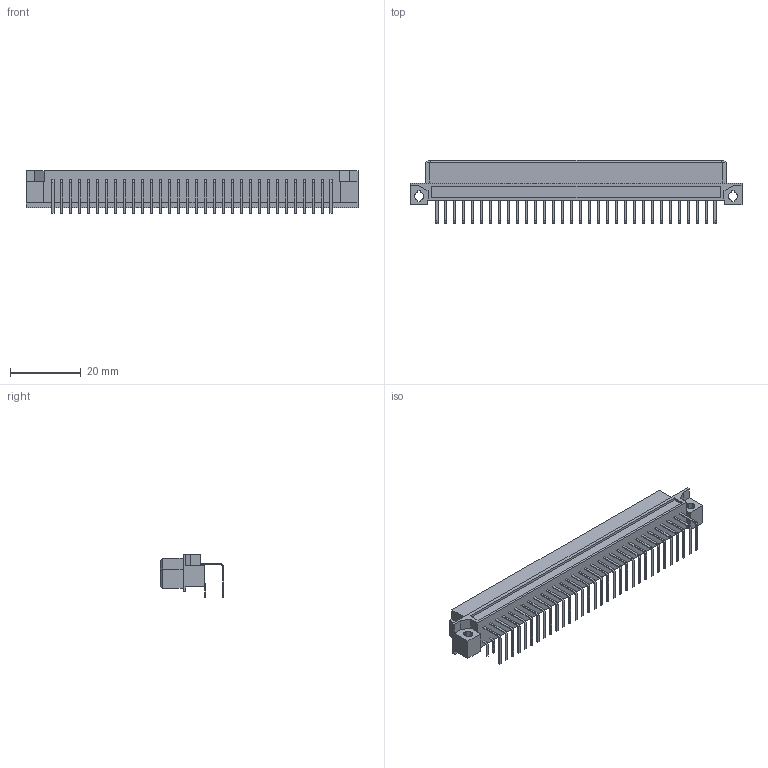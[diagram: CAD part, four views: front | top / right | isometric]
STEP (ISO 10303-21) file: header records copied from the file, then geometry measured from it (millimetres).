
FILE_DESCRIPTION((''),'2;1');
FILE_NAME('BN','2011-08-25T',('mjacob'),('FCI - CDC Division'),'PRO/ENGINEER BY PARAMETRIC TECHNOLOGY CORPORATION, 2008010','PRO/ENGINEER BY PARAMETRIC TECHNOLOGY CORPORATION, 2008010','');
FILE_SCHEMA(('CONFIG_CONTROL_DESIGN'));
Length unit declared in the file: inch
Products named in the file (1): BN
Bounding box: 94 x 17.84 x 12.12 mm (x, y, z)
Volume: 8492.8 mm3; surface area: 5590.1 mm2
Topology: 1 solids, 1 shells, 1114 faces, 2842 edges, 1892 vertices
Faces by surface type: plane 982, cylinder 132
Entity records: 33234 total; most frequent: CARTESIAN_POINT 5848, ORIENTED_EDGE 5684, DIRECTION 5334, EDGE_CURVE 2842, VECTOR 2578, LINE 2578, VERTEX_POINT 1892, AXIS2_PLACEMENT_3D 1378
